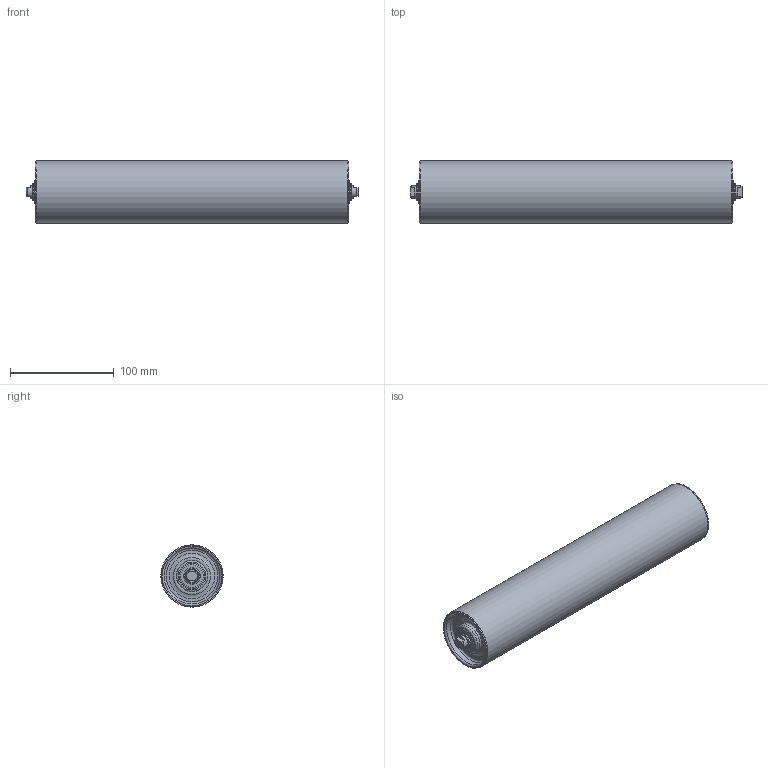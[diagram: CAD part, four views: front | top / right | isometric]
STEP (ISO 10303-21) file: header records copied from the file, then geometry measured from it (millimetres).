
FILE_DESCRIPTION((''),'2;1');
FILE_NAME('TR1_60x2,0_ST_A12_ML300_AL320_SW.stp',('ALFOTEC GmbH'),'Die Weitergabe, Vervielfaeltigung und Verwertung der technischen Zeichnung ist nur mit ausdruecklicher Einwilligung des Urhebers gestattet. Technische Aenderungen sowie bei Verstoessen Ansprueche auf Schadenersatz (auch fuer den Fall einer Patent-, Gebra');
FILE_SCHEMA(('CONFIG_CONTROL_DESIGN'));
Length unit declared in the file: millimetre
Products named in the file (1): TR1_60x2,0_ST_A12_ML300_AL320_glatt
Bounding box: 320 x 60 x 60 mm (x, y, z)
Volume: 830348.7 mm3; surface area: 67847 mm2
Topology: 1 solids, 1 shells, 65 faces, 129 edges, 80 vertices
Faces by surface type: plane 24, torus 20, cylinder 15, cone 6
Full cylindrical faces by diameter (mm): 12 x2, 12.15 x2, 12.2 x2, 16 x2, 30.1 x2, 53.9 x2, 59.5 x2, 60 x1
Entity records: 1485 total; most frequent: DIRECTION 272, CARTESIAN_POINT 242, ORIENTED_EDGE 172, AXIS2_PLACEMENT_3D 128, EDGE_LOOP 116, EDGE_CURVE 86, VERTEX_POINT 74, FACE_OUTER_BOUND 65
